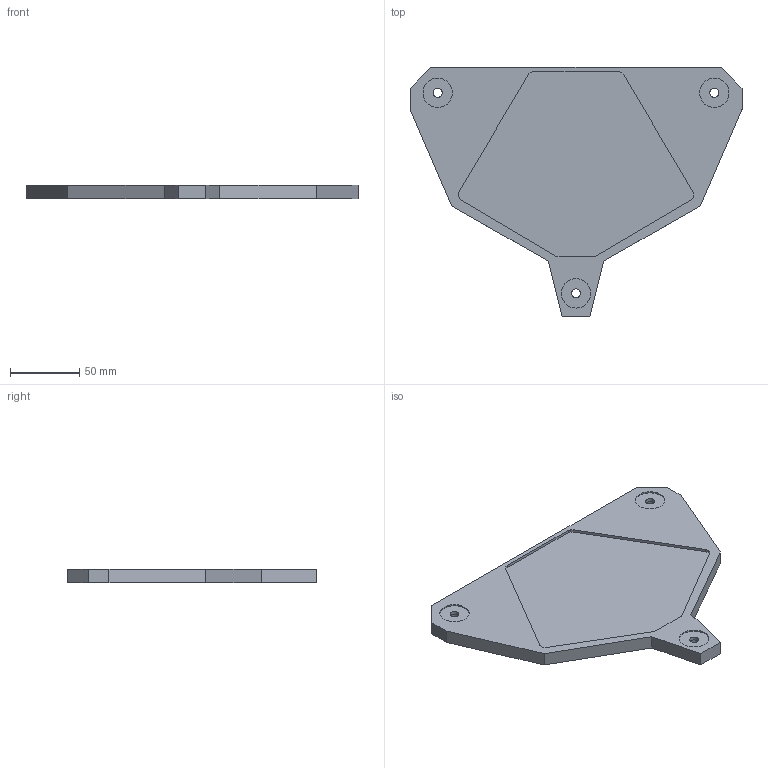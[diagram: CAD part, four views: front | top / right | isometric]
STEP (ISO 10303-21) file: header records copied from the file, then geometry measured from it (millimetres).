
FILE_DESCRIPTION(/* description */ (''),/* implementation_level */ '2;1');
FILE_NAME(/* name */ 'Microscope Base Plate.step',/* time_stamp */ '2025-11-06T16:33:25Z',/* author */ (''),/* organization */ (''),/* preprocessor_version */ 'ST-DEVELOPER v20.1',/* originating_system */ 'Autodesk Translation Framework v14.17.0.0',/* authorisation */ '');
FILE_SCHEMA (('AUTOMOTIVE_DESIGN { 1 0 10303 214 3 1 1 }'));
Length unit declared in the file: millimetre
Products named in the file (2): Microscope Base Plate; Component1
Assembly tree (1 placements, depth 2):
  Microscope Base Plate
    Component1
Bounding box: 240 x 180 x 10 mm (x, y, z)
Volume: 239512.3 mm3; surface area: 63240 mm2
Topology: 1 solids, 1 shells, 45 faces, 108 edges, 72 vertices
Faces by surface type: plane 34, cylinder 10, bspline 1
Full cylindrical faces by diameter (mm): 6.5 x3, 10 x3, 21.2 x3
Entity records: 1409 total; most frequent: CARTESIAN_POINT 277, DIRECTION 220, ORIENTED_EDGE 216, EDGE_CURVE 108, LINE 86, VECTOR 86, VERTEX_POINT 72, AXIS2_PLACEMENT_3D 67
